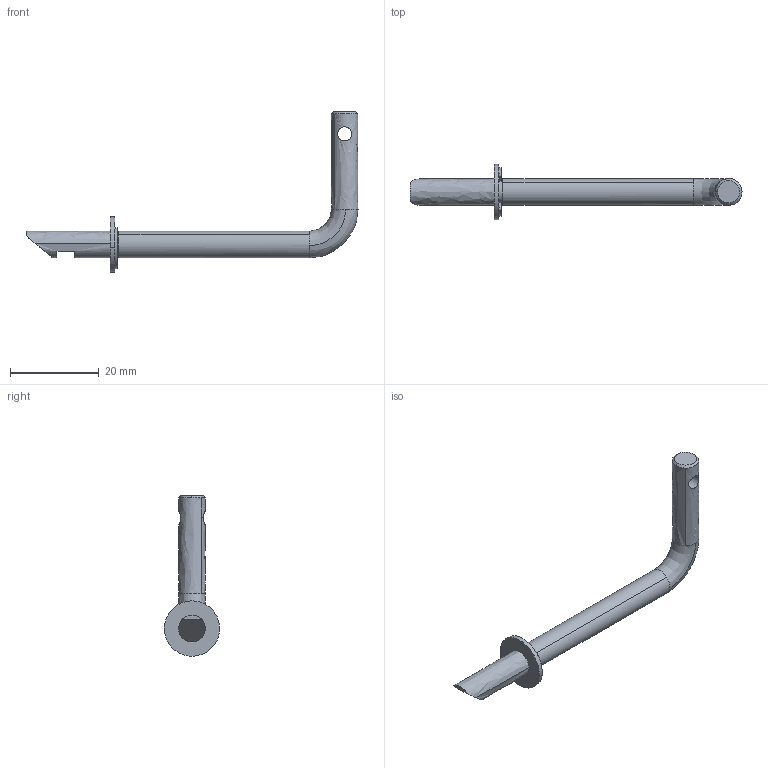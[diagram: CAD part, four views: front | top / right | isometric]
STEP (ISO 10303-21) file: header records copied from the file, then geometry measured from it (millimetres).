
FILE_DESCRIPTION((''),'2;1');
FILE_NAME('','2005-07-15T16:42:21',(''),(''),'','CADfix','');
FILE_SCHEMA(('AUTOMOTIVE_DESIGN'));
Length unit declared in the file: millimetre
Products named in the file (4): retainer; packing; handle; TL_32_2_10734_36
Assembly tree (3 placements, depth 2):
  TL_32_2_10734_36
    retainer
    packing
    handle
Bounding box: 75 x 12.48 x 36.25 mm (x, y, z)
Volume: 2771.7 mm3; surface area: 2289 mm2
Topology: 3 solids, 3 shells, 48 faces, 145 edges, 106 vertices
Faces by surface type: bspline 48
Entity records: 2053 total; most frequent: CARTESIAN_POINT 1170, ORIENTED_EDGE 290, EDGE_CURVE 145, VERTEX_POINT 106, EDGE_LOOP 55, QUASI_UNIFORM_CURVE 51, FACE_OUTER_BOUND 48, ADVANCED_FACE 48
